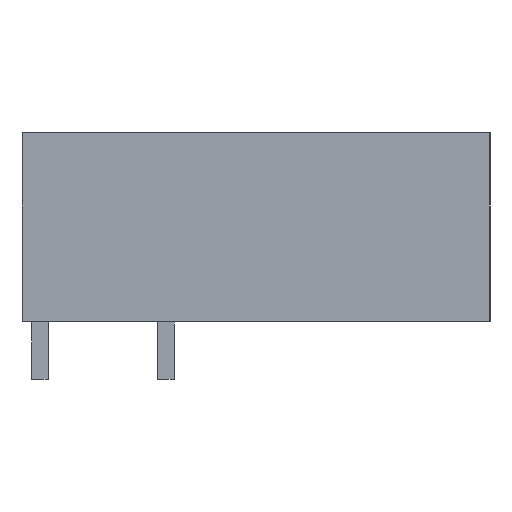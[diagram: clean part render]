
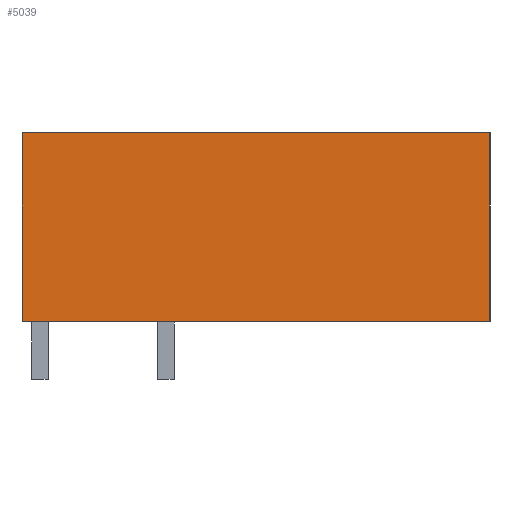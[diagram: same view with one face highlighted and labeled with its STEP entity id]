
A CAD part, left-side view. The second image highlights one B-rep face of the part: STEP entity #5039.
In plain terms, the highlighted planar face has unit normal (-1, 0, 0).
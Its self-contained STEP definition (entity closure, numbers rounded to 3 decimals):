
#5031=AXIS2_PLACEMENT_3D('Plane Axis2P3D',#5028,#5029,#5030) ;
#241=CARTESIAN_POINT('Vertex',(0.,28.3,14.9)) ;
#244=CARTESIAN_POINT('Line Origine',(0.,14.15,14.9)) ;
#248=CARTESIAN_POINT('Vertex',(0.,0.,14.9)) ;
#435=CARTESIAN_POINT('Line Origine',(0.,0.,9.2)) ;
#439=CARTESIAN_POINT('Vertex',(0.,0.,3.5)) ;
#993=CARTESIAN_POINT('Line Origine',(0.,14.15,3.5)) ;
#997=CARTESIAN_POINT('Vertex',(0.,28.3,3.5)) ;
#4986=CARTESIAN_POINT('Line Origine',(0.,28.3,9.2)) ;
#5028=CARTESIAN_POINT('Axis2P3D Location',(0.,15.8,14.8)) ;
#245=DIRECTION('Vector Direction',(0.,1.,0.)) ;
#436=DIRECTION('Vector Direction',(0.,0.,1.)) ;
#994=DIRECTION('Vector Direction',(0.,-1.,0.)) ;
#4987=DIRECTION('Vector Direction',(0.,0.,-1.)) ;
#5029=DIRECTION('Axis2P3D Direction',(-1.,0.,0.)) ;
#5030=DIRECTION('Axis2P3D XDirection',(0.,0.,-1.)) ;
#246=VECTOR('Line Direction',#245,1.) ;
#437=VECTOR('Line Direction',#436,1.) ;
#995=VECTOR('Line Direction',#994,1.) ;
#4988=VECTOR('Line Direction',#4987,1.) ;
#5034=ORIENTED_EDGE('',*,*,#441,.T.) ;
#5035=ORIENTED_EDGE('',*,*,#250,.T.) ;
#5036=ORIENTED_EDGE('',*,*,#4990,.T.) ;
#5037=ORIENTED_EDGE('',*,*,#999,.T.) ;
#5039=ADVANCED_FACE('HOUSING',(#5038),#5032,.T.) ;
#250=EDGE_CURVE('',#249,#242,#247,.T.) ;
#441=EDGE_CURVE('',#440,#249,#438,.T.) ;
#999=EDGE_CURVE('',#998,#440,#996,.T.) ;
#4990=EDGE_CURVE('',#242,#998,#4989,.T.) ;
#5033=EDGE_LOOP('',(#5034,#5035,#5036,#5037)) ;
#5038=FACE_OUTER_BOUND('',#5033,.T.) ;
#247=LINE('Line',#244,#246) ;
#438=LINE('Line',#435,#437) ;
#996=LINE('Line',#993,#995) ;
#4989=LINE('Line',#4986,#4988) ;
#5032=PLANE('',#5031) ;
#242=VERTEX_POINT('',#241) ;
#249=VERTEX_POINT('',#248) ;
#440=VERTEX_POINT('',#439) ;
#998=VERTEX_POINT('',#997) ;
